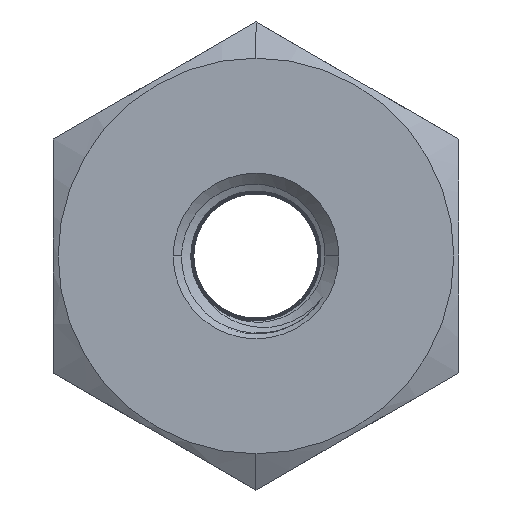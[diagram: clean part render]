
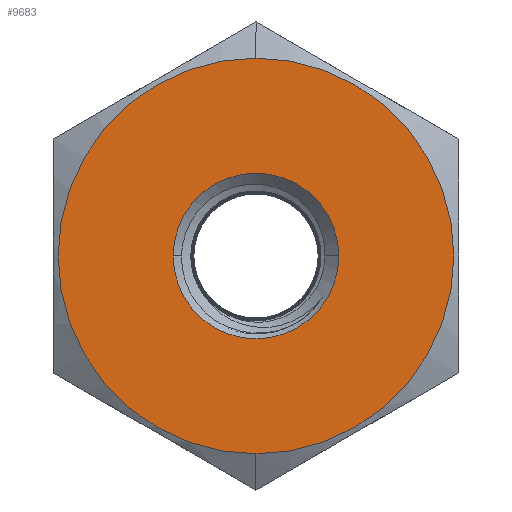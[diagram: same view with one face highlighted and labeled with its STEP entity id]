
A CAD part, front view. The second image highlights one B-rep face of the part: STEP entity #9683.
In plain terms, the highlighted planar face has unit normal (0, -1, 0).
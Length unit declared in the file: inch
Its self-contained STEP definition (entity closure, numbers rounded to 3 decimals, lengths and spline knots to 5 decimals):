
#1071 = DIRECTION ( 'NONE',  ( 0., -1., 0. ) ) ;
#1458 = ORIENTED_EDGE ( 'NONE', *, *, #4509, .F. ) ;
#1519 = CIRCLE ( 'NONE', #16135, 0.281 ) ;
#1521 = DIRECTION ( 'NONE',  ( 0., -1., 0. ) ) ;
#1582 = ORIENTED_EDGE ( 'NONE', *, *, #13079, .F. ) ;
#1602 = CARTESIAN_POINT ( 'NONE',  ( 0., 0., -0.67125 ) ) ;
#1745 = AXIS2_PLACEMENT_3D ( 'NONE', #5240, #1071, #16266 ) ;
#1842 = DIRECTION ( 'NONE',  ( 1., 0., 0. ) ) ;
#1955 = AXIS2_PLACEMENT_3D ( 'NONE', #4436, #1521, #15515 ) ;
#2748 = EDGE_CURVE ( 'NONE', #3301, #12998, #10037, .T. ) ;
#2881 = EDGE_LOOP ( 'NONE', ( #1458, #1582 ) ) ;
#3301 = VERTEX_POINT ( 'NONE', #3839 ) ;
#3839 = CARTESIAN_POINT ( 'NONE',  ( 0., 0., 0.67125 ) ) ;
#4093 = CARTESIAN_POINT ( 'NONE',  ( -0.281, 0., 0. ) ) ;
#4185 = AXIS2_PLACEMENT_3D ( 'NONE', #12006, #8105, #13438 ) ;
#4436 = CARTESIAN_POINT ( 'NONE',  ( 0., 0., 0. ) ) ;
#4509 = EDGE_CURVE ( 'NONE', #12873, #5925, #10241, .T. ) ;
#4612 = EDGE_LOOP ( 'NONE', ( #11793, #6713 ) ) ;
#5088 = AXIS2_PLACEMENT_3D ( 'NONE', #17543, #16164, #10743 ) ;
#5240 = CARTESIAN_POINT ( 'NONE',  ( 0., 0., 0. ) ) ;
#5925 = VERTEX_POINT ( 'NONE', #4093 ) ;
#6713 = ORIENTED_EDGE ( 'NONE', *, *, #7460, .T. ) ;
#7460 = EDGE_CURVE ( 'NONE', #12998, #3301, #12189, .T. ) ;
#8105 = DIRECTION ( 'NONE',  ( 0., 1., 0. ) ) ;
#8773 = DIRECTION ( 'NONE',  ( 0., -1., 0. ) ) ;
#9683 = ADVANCED_FACE ( 'NONE', ( #14094, #15149 ), #14985, .F. ) ;
#10037 = CIRCLE ( 'NONE', #5088, 0.67125 ) ;
#10241 = CIRCLE ( 'NONE', #1955, 0.281 ) ;
#10743 = DIRECTION ( 'NONE',  ( 0., 0., -1. ) ) ;
#11793 = ORIENTED_EDGE ( 'NONE', *, *, #2748, .T. ) ;
#12006 = CARTESIAN_POINT ( 'NONE',  ( 0., 0., 0. ) ) ;
#12189 = CIRCLE ( 'NONE', #1745, 0.67125 ) ;
#12873 = VERTEX_POINT ( 'NONE', #15479 ) ;
#12998 = VERTEX_POINT ( 'NONE', #1602 ) ;
#13079 = EDGE_CURVE ( 'NONE', #5925, #12873, #1519, .T. ) ;
#13438 = DIRECTION ( 'NONE',  ( 0., 0., 1. ) ) ;
#14094 = FACE_OUTER_BOUND ( 'NONE', #4612, .T. ) ;
#14216 = CARTESIAN_POINT ( 'NONE',  ( 0., 0., 0. ) ) ;
#14985 = PLANE ( 'NONE',  #4185 ) ;
#15149 = FACE_BOUND ( 'NONE', #2881, .T. ) ;
#15479 = CARTESIAN_POINT ( 'NONE',  ( 0.281, 0., 0. ) ) ;
#15515 = DIRECTION ( 'NONE',  ( 1., 0., 0. ) ) ;
#16135 = AXIS2_PLACEMENT_3D ( 'NONE', #14216, #8773, #1842 ) ;
#16164 = DIRECTION ( 'NONE',  ( 0., -1., 0. ) ) ;
#16266 = DIRECTION ( 'NONE',  ( 0., 0., -1. ) ) ;
#17543 = CARTESIAN_POINT ( 'NONE',  ( 0., 0., 0. ) ) ;
